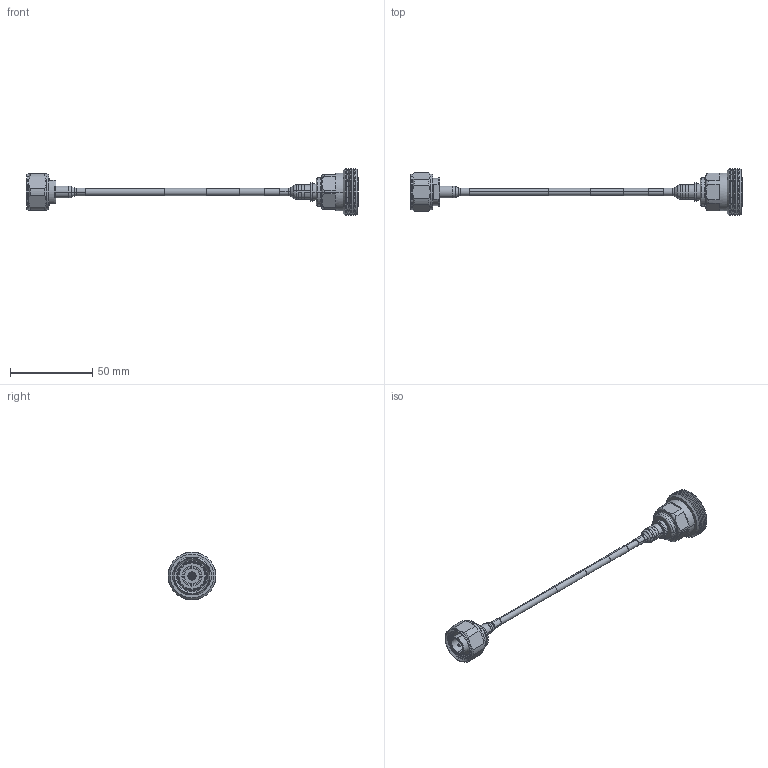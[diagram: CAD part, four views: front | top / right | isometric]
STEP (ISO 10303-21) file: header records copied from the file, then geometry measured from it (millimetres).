
FILE_DESCRIPTION (( 'STEP AP214' ), '1' );
FILE_NAME ('FMCA2470_3D.step', '2024-07-18T18:16:26', ( '' ), ( '' ), 'SwSTEP 2.0', 'SolidWorks 2022', '' );
FILE_SCHEMA (( 'AUTOMOTIVE_DESIGN' ));
Length unit declared in the file: inch
Products named in the file (6): Copy of TC-402-716F-LP-PE^FMCA2470; FMCA2470_3D; Copy of TC-402-4195M-LP-PE^FMCA2470; Copy of TFT-402-MA1^FMCA2470_1.5; Copy of TFT-402-LF^FMCA2470_LABEL PE+FM; Copy of TFT-402-MA1^FMCA2470
Assembly tree (5 placements, depth 2):
  FMCA2470_3D
    Copy of TFT-402-LF^FMCA2470_LABEL PE+FM
    Copy of TC-402-4195M-LP-PE^FMCA2470
    Copy of TFT-402-MA1^FMCA2470
    Copy of TFT-402-MA1^FMCA2470_1.5
    Copy of TC-402-716F-LP-PE^FMCA2470
Bounding box: 201.25 x 29 x 29 mm (x, y, z)
Volume: 15106.4 mm3; surface area: 14859.1 mm2
Topology: 8 solids, 8 shells, 387 faces, 859 edges, 515 vertices
Faces by surface type: cone 124, cylinder 111, plane 94, torus 58
Entity records: 12332 total; most frequent: CARTESIAN_POINT 3114, DIRECTION 2048, ORIENTED_EDGE 1714, AXIS2_PLACEMENT_3D 862, EDGE_CURVE 857, VERTEX_POINT 515, CIRCLE 467, EDGE_LOOP 426
